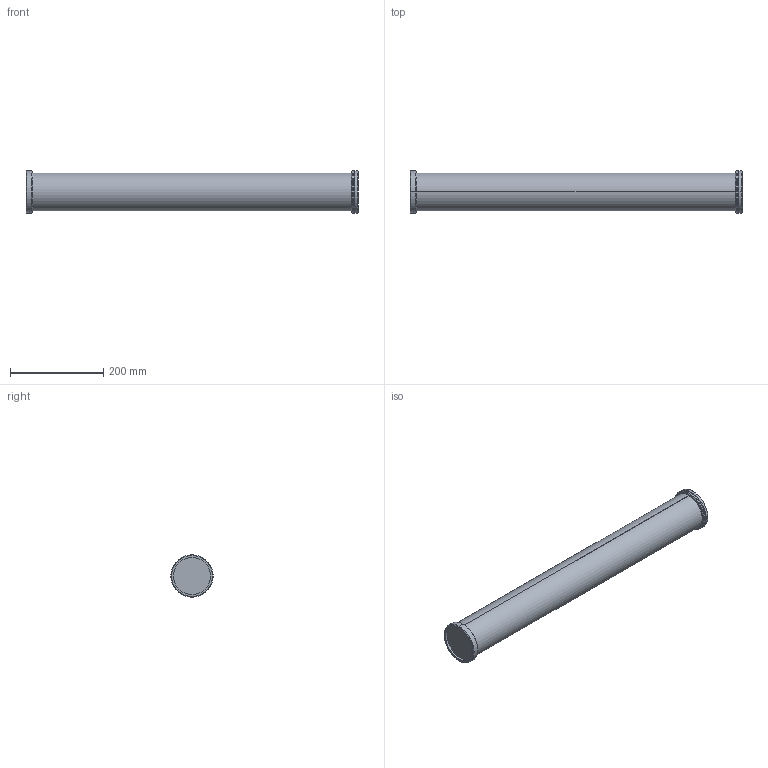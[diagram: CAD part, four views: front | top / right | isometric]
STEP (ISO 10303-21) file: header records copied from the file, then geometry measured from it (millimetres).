
FILE_DESCRIPTION (( 'STEP AP203' ), '1' );
FILE_NAME ('3D_M7019_DN80_174751030.STEP', '2024-10-11T10:46:23', ( '' ), ( '' ), 'SwSTEP 2.0', 'SolidWorks 2024', '' );
FILE_SCHEMA (( 'CONFIG_CONTROL_DESIGN' ));
Length unit declared in the file: millimetre
Products named in the file (1): 3D_M7019_DN80_174751030
Bounding box: 713 x 91 x 91 mm (x, y, z)
Volume: 194612.3 mm3; surface area: 384239 mm2
Topology: 1 solids, 2 shells, 36 faces, 68 edges, 40 vertices
Faces by surface type: cylinder 16, cone 12, plane 8
Entity records: 979 total; most frequent: DIRECTION 182, CARTESIAN_POINT 145, ORIENTED_EDGE 136, AXIS2_PLACEMENT_3D 77, EDGE_CURVE 68, VERTEX_POINT 40, CIRCLE 40, EDGE_LOOP 40
